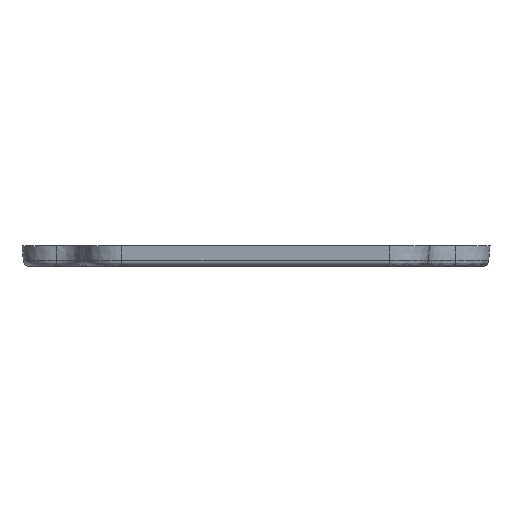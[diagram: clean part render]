
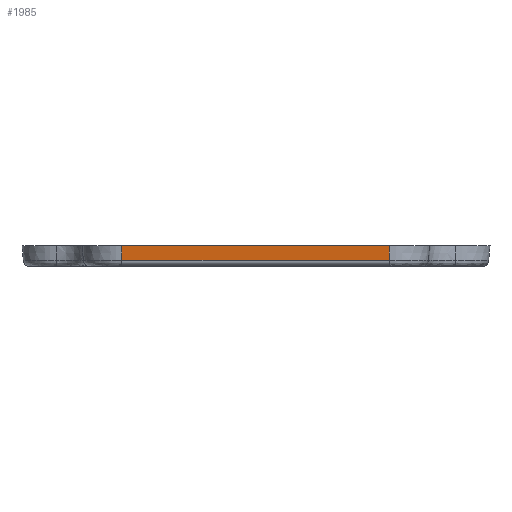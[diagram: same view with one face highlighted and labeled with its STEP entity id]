
A CAD part, left-side view. The second image highlights one B-rep face of the part: STEP entity #1985.
In plain terms, the highlighted planar face has unit normal (-0.996, 0, -0.087).
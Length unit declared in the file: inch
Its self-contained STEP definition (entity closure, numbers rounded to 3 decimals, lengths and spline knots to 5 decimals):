
#206 = FACE_OUTER_BOUND ( 'NONE', #549, .T. ) ;
#235 = VECTOR ( 'NONE', #388, 39.37008 ) ;
#374 = DIRECTION ( 'NONE',  ( -0.996, 0., -0.087 ) ) ;
#388 = DIRECTION ( 'NONE',  ( 0., -1., 0. ) ) ;
#403 = VECTOR ( 'NONE', #2445, 39.37008 ) ;
#434 = EDGE_CURVE ( 'NONE', #1731, #1981, #1677, .T. ) ;
#451 = ORIENTED_EDGE ( 'NONE', *, *, #1380, .F. ) ;
#465 = CARTESIAN_POINT ( 'NONE',  ( -1.17815, 0.61103, -0.06753 ) ) ;
#549 = EDGE_LOOP ( 'NONE', ( #2421, #1662, #1280, #451 ) ) ;
#630 = PLANE ( 'NONE',  #1642 ) ;
#789 = LINE ( 'NONE', #1208, #235 ) ;
#816 = CARTESIAN_POINT ( 'NONE',  ( -1.17815, -0.60728, -0.06753 ) ) ;
#1012 = VERTEX_POINT ( 'NONE', #1813 ) ;
#1071 = VECTOR ( 'NONE', #1448, 39.37008 ) ;
#1148 = LINE ( 'NONE', #1943, #1758 ) ;
#1208 = CARTESIAN_POINT ( 'NONE',  ( -1.18406, 0., 0. ) ) ;
#1280 = ORIENTED_EDGE ( 'NONE', *, *, #434, .T. ) ;
#1325 = CARTESIAN_POINT ( 'NONE',  ( -1.18406, 0.61103, 0. ) ) ;
#1359 = EDGE_CURVE ( 'NONE', #2558, #1731, #1706, .T. ) ;
#1380 = EDGE_CURVE ( 'NONE', #1012, #1981, #1148, .T. ) ;
#1448 = DIRECTION ( 'NONE',  ( 0., -1., 0. ) ) ;
#1642 = AXIS2_PLACEMENT_3D ( 'NONE', #1980, #374, #1993 ) ;
#1662 = ORIENTED_EDGE ( 'NONE', *, *, #1359, .T. ) ;
#1672 = CARTESIAN_POINT ( 'NONE',  ( -1.18406, 0.61103, 0. ) ) ;
#1677 = LINE ( 'NONE', #465, #1071 ) ;
#1706 = LINE ( 'NONE', #1672, #403 ) ;
#1731 = VERTEX_POINT ( 'NONE', #2382 ) ;
#1758 = VECTOR ( 'NONE', #2311, 39.37008 ) ;
#1813 = CARTESIAN_POINT ( 'NONE',  ( -1.18406, -0.60728, 0. ) ) ;
#1937 = EDGE_CURVE ( 'NONE', #2558, #1012, #789, .T. ) ;
#1943 = CARTESIAN_POINT ( 'NONE',  ( -1719.95741, -0.60728, 19645.66929 ) ) ;
#1980 = CARTESIAN_POINT ( 'NONE',  ( -1.18406, 0.61103, 0. ) ) ;
#1981 = VERTEX_POINT ( 'NONE', #816 ) ;
#1985 = ADVANCED_FACE ( 'NONE', ( #206 ), #630, .T. ) ;
#1993 = DIRECTION ( 'NONE',  ( -0.087, 0., 0.996 ) ) ;
#2311 = DIRECTION ( 'NONE',  ( 0.087, 0., -0.996 ) ) ;
#2382 = CARTESIAN_POINT ( 'NONE',  ( -1.17815, 0.61103, -0.06753 ) ) ;
#2421 = ORIENTED_EDGE ( 'NONE', *, *, #1937, .F. ) ;
#2445 = DIRECTION ( 'NONE',  ( 0.087, 0., -0.996 ) ) ;
#2558 = VERTEX_POINT ( 'NONE', #1325 ) ;
